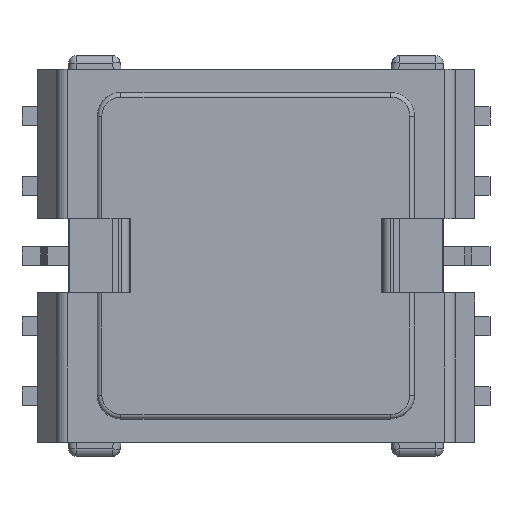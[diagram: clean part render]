
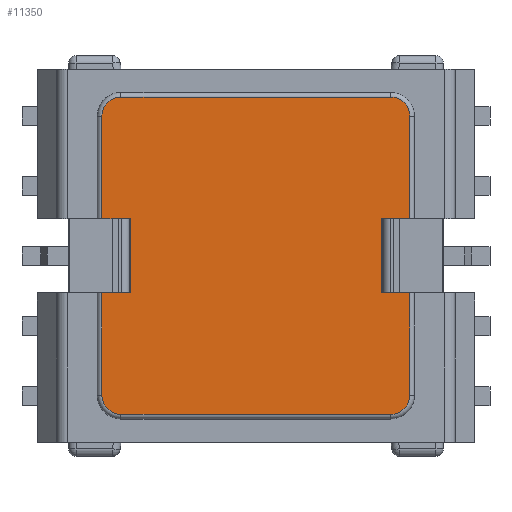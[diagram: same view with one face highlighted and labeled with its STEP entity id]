
A CAD part, top view. The second image highlights one B-rep face of the part: STEP entity #11350.
In plain terms, the highlighted face is planar.
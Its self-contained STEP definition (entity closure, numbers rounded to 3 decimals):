
#160=PLANE('',#11861);
#455=LINE('',#15039,#1368);
#485=LINE('',#15133,#1398);
#487=LINE('',#15137,#1400);
#488=LINE('',#15142,#1401);
#516=LINE('',#15228,#1429);
#517=LINE('',#15230,#1430);
#524=LINE('',#15249,#1437);
#525=LINE('',#15253,#1438);
#526=LINE('',#15254,#1439);
#527=LINE('',#15258,#1440);
#528=LINE('',#15262,#1441);
#529=LINE('',#15263,#1442);
#1368=VECTOR('',#12599,1000.);
#1398=VECTOR('',#12673,1000.);
#1400=VECTOR('',#12677,1000.);
#1401=VECTOR('',#12682,1000.);
#1429=VECTOR('',#12748,1000.);
#1430=VECTOR('',#12751,1000.);
#1437=VECTOR('',#12770,1000.);
#1438=VECTOR('',#12773,1000.);
#1439=VECTOR('',#12774,1000.);
#1440=VECTOR('',#12777,1000.);
#1441=VECTOR('',#12780,1000.);
#1442=VECTOR('',#12781,1000.);
#2422=ORIENTED_EDGE('',*,*,#4874,.T.);
#2423=ORIENTED_EDGE('',*,*,#4875,.T.);
#2424=ORIENTED_EDGE('',*,*,#4876,.T.);
#2425=ORIENTED_EDGE('',*,*,#4877,.T.);
#2426=ORIENTED_EDGE('',*,*,#4816,.T.);
#2427=ORIENTED_EDGE('',*,*,#4818,.T.);
#2428=ORIENTED_EDGE('',*,*,#4820,.T.);
#2429=ORIENTED_EDGE('',*,*,#4878,.T.);
#2430=ORIENTED_EDGE('',*,*,#4879,.T.);
#2431=ORIENTED_EDGE('',*,*,#4880,.T.);
#2432=ORIENTED_EDGE('',*,*,#4881,.T.);
#2433=ORIENTED_EDGE('',*,*,#4882,.T.);
#2434=ORIENTED_EDGE('',*,*,#4864,.T.);
#2435=ORIENTED_EDGE('',*,*,#4865,.T.);
#2436=ORIENTED_EDGE('',*,*,#4768,.T.);
#2437=ORIENTED_EDGE('',*,*,#4883,.T.);
#4768=EDGE_CURVE('',#6010,#6009,#455,.T.);
#4816=EDGE_CURVE('',#6041,#6051,#485,.T.);
#4818=EDGE_CURVE('',#6051,#6052,#487,.T.);
#4820=EDGE_CURVE('',#6052,#6054,#488,.T.);
#4864=EDGE_CURVE('',#6083,#6093,#516,.T.);
#4865=EDGE_CURVE('',#6093,#6010,#517,.T.);
#4874=EDGE_CURVE('',#6098,#6099,#6802,.T.);
#4875=EDGE_CURVE('',#6099,#6100,#524,.F.);
#4876=EDGE_CURVE('',#6100,#6101,#6803,.T.);
#4877=EDGE_CURVE('',#6101,#6041,#525,.F.);
#4878=EDGE_CURVE('',#6054,#6102,#526,.F.);
#4879=EDGE_CURVE('',#6102,#6103,#6804,.T.);
#4880=EDGE_CURVE('',#6103,#6104,#527,.T.);
#4881=EDGE_CURVE('',#6104,#6105,#6805,.T.);
#4882=EDGE_CURVE('',#6105,#6083,#528,.T.);
#4883=EDGE_CURVE('',#6009,#6098,#529,.T.);
#6009=VERTEX_POINT('',#15038);
#6010=VERTEX_POINT('',#15040);
#6041=VERTEX_POINT('',#15112);
#6051=VERTEX_POINT('',#15132);
#6052=VERTEX_POINT('',#15136);
#6054=VERTEX_POINT('',#15141);
#6083=VERTEX_POINT('',#15207);
#6093=VERTEX_POINT('',#15227);
#6098=VERTEX_POINT('',#15247);
#6099=VERTEX_POINT('',#15248);
#6100=VERTEX_POINT('',#15250);
#6101=VERTEX_POINT('',#15252);
#6102=VERTEX_POINT('',#15255);
#6103=VERTEX_POINT('',#15257);
#6104=VERTEX_POINT('',#15259);
#6105=VERTEX_POINT('',#15261);
#6802=CIRCLE('',#11862,1.02);
#6803=CIRCLE('',#11863,1.02);
#6804=CIRCLE('',#11864,1.02);
#6805=CIRCLE('',#11865,1.02);
#7036=EDGE_LOOP('',(#2422,#2423,#2424,#2425,#2426,#2427,#2428,#2429,#2430,
#2431,#2432,#2433,#2434,#2435,#2436,#2437));
#7508=FACE_BOUND('',#7036,.T.);
#11350=ADVANCED_FACE('',(#7508),#160,.T.);
#11861=AXIS2_PLACEMENT_3D('',#15245,#12766,#12767);
#11862=AXIS2_PLACEMENT_3D('',#15246,#12768,#12769);
#11863=AXIS2_PLACEMENT_3D('',#15251,#12771,#12772);
#11864=AXIS2_PLACEMENT_3D('',#15256,#12775,#12776);
#11865=AXIS2_PLACEMENT_3D('',#15260,#12778,#12779);
#12599=DIRECTION('',(-1.,0.,0.));
#12673=DIRECTION('',(-1.,0.,0.));
#12677=DIRECTION('',(0.,0.,-1.));
#12682=DIRECTION('',(1.,0.,0.));
#12748=DIRECTION('',(1.,0.,0.));
#12751=DIRECTION('',(0.,0.,1.));
#12766=DIRECTION('',(0.,1.,0.));
#12767=DIRECTION('',(-1.,0.,0.));
#12768=DIRECTION('',(0.,1.,0.));
#12769=DIRECTION('',(0.,0.,1.));
#12770=DIRECTION('',(-1.,0.,0.));
#12771=DIRECTION('',(0.,1.,0.));
#12772=DIRECTION('',(0.,0.,1.));
#12773=DIRECTION('',(0.,0.,1.));
#12774=DIRECTION('',(0.,0.,1.));
#12775=DIRECTION('',(0.,1.,0.));
#12776=DIRECTION('',(0.,0.,1.));
#12777=DIRECTION('',(-1.,0.,0.));
#12778=DIRECTION('',(0.,1.,0.));
#12779=DIRECTION('',(0.,0.,1.));
#12780=DIRECTION('',(0.,0.,1.));
#12781=DIRECTION('',(0.,0.,1.));
#15038=CARTESIAN_POINT('',(-21.213,10.26,-9.565));
#15039=CARTESIAN_POINT('',(-24.719,10.26,-9.565));
#15040=CARTESIAN_POINT('',(-19.693,10.26,-9.565));
#15112=CARTESIAN_POINT('',(-4.713,10.26,-9.565));
#15132=CARTESIAN_POINT('',(-6.233,10.26,-9.565));
#15133=CARTESIAN_POINT('',(-1.208,10.26,-9.565));
#15136=CARTESIAN_POINT('',(-6.233,10.26,-13.545));
#15137=CARTESIAN_POINT('',(-6.233,10.26,-9.565));
#15141=CARTESIAN_POINT('',(-4.713,10.26,-13.545));
#15142=CARTESIAN_POINT('',(-1.208,10.26,-13.545));
#15207=CARTESIAN_POINT('',(-21.213,10.26,-13.545));
#15227=CARTESIAN_POINT('',(-19.693,10.26,-13.545));
#15228=CARTESIAN_POINT('',(-24.719,10.26,-13.545));
#15230=CARTESIAN_POINT('',(-19.693,10.26,-13.545));
#15245=CARTESIAN_POINT('',(-4.713,10.26,-20.055));
#15246=CARTESIAN_POINT('',(-20.193,10.26,-4.075));
#15247=CARTESIAN_POINT('',(-21.213,10.26,-4.075));
#15248=CARTESIAN_POINT('',(-20.193,10.26,-3.055));
#15249=CARTESIAN_POINT('',(-4.713,10.26,-3.055));
#15250=CARTESIAN_POINT('',(-5.733,10.26,-3.055));
#15251=CARTESIAN_POINT('',(-5.733,10.26,-4.075));
#15252=CARTESIAN_POINT('',(-4.713,10.26,-4.075));
#15253=CARTESIAN_POINT('',(-4.713,10.26,-20.055));
#15254=CARTESIAN_POINT('',(-4.713,10.26,-20.055));
#15255=CARTESIAN_POINT('',(-4.713,10.26,-19.035));
#15256=CARTESIAN_POINT('',(-5.733,10.26,-19.035));
#15257=CARTESIAN_POINT('',(-5.733,10.26,-20.055));
#15258=CARTESIAN_POINT('',(-4.713,10.26,-20.055));
#15259=CARTESIAN_POINT('',(-20.193,10.26,-20.055));
#15260=CARTESIAN_POINT('',(-20.193,10.26,-19.035));
#15261=CARTESIAN_POINT('',(-21.213,10.26,-19.035));
#15262=CARTESIAN_POINT('',(-21.213,10.26,-20.055));
#15263=CARTESIAN_POINT('',(-21.213,10.26,-20.055));
